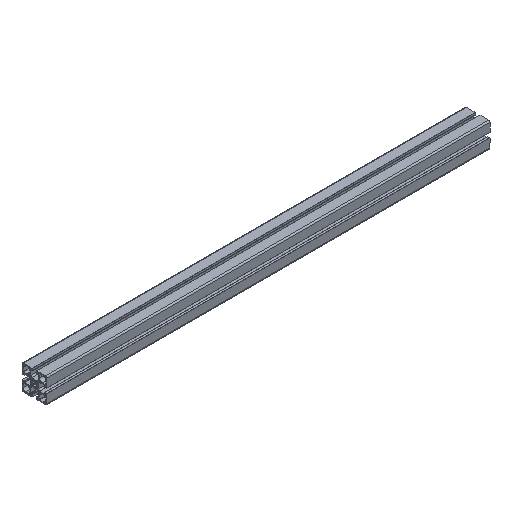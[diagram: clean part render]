
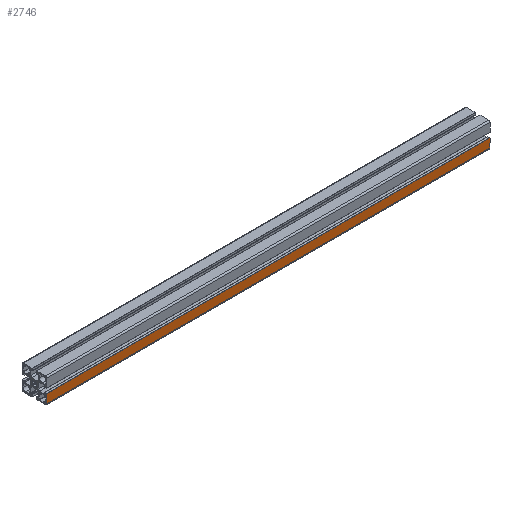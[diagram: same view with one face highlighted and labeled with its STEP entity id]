
A CAD part, isometric view. The second image highlights one B-rep face of the part: STEP entity #2746.
In plain terms, the highlighted planar face has unit normal (0, -1, 0).
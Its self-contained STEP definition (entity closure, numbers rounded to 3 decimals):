
#86=PLANE('',#2991);
#212=FACE_OUTER_BOUND('',#350,.T.);
#350=EDGE_LOOP('',(#2178,#2179,#2180,#2181));
#602=LINE('',#4499,#882);
#603=LINE('',#4502,#883);
#604=LINE('',#4504,#884);
#605=LINE('',#4505,#885);
#882=VECTOR('',#3679,1.);
#883=VECTOR('',#3682,1.);
#884=VECTOR('',#3683,1.);
#885=VECTOR('',#3684,1.);
#1290=VERTEX_POINT('',#4495);
#1291=VERTEX_POINT('',#4497);
#1292=VERTEX_POINT('',#4501);
#1293=VERTEX_POINT('',#4503);
#1666=EDGE_CURVE('',#1290,#1291,#602,.T.);
#1667=EDGE_CURVE('',#1292,#1290,#603,.T.);
#1668=EDGE_CURVE('',#1293,#1291,#604,.T.);
#1669=EDGE_CURVE('',#1292,#1293,#605,.T.);
#2178=ORIENTED_EDGE('',*,*,#1667,.T.);
#2179=ORIENTED_EDGE('',*,*,#1666,.T.);
#2180=ORIENTED_EDGE('',*,*,#1668,.F.);
#2181=ORIENTED_EDGE('',*,*,#1669,.F.);
#2746=ADVANCED_FACE('',(#212),#86,.T.);
#2991=AXIS2_PLACEMENT_3D('',#4500,#3680,#3681);
#3679=DIRECTION('',(1.,0.,0.));
#3680=DIRECTION('center_axis',(0.,-1.,0.));
#3681=DIRECTION('ref_axis',(0.,0.,-1.));
#3682=DIRECTION('',(0.,0.,-1.));
#3683=DIRECTION('',(0.,0.,-1.));
#3684=DIRECTION('',(1.,0.,0.));
#4495=CARTESIAN_POINT('',(0.,0.,2.5));
#4497=CARTESIAN_POINT('',(800.,0.,2.5));
#4499=CARTESIAN_POINT('',(0.,0.,2.5));
#4500=CARTESIAN_POINT('Origin',(0.,0.,18.1));
#4501=CARTESIAN_POINT('',(0.,0.,18.1));
#4502=CARTESIAN_POINT('',(0.,0.,18.1));
#4503=CARTESIAN_POINT('',(800.,0.,18.1));
#4504=CARTESIAN_POINT('',(800.,0.,18.1));
#4505=CARTESIAN_POINT('',(0.,0.,18.1));
